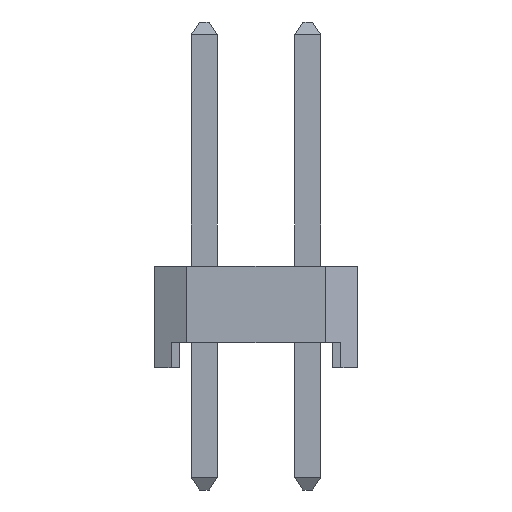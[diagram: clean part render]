
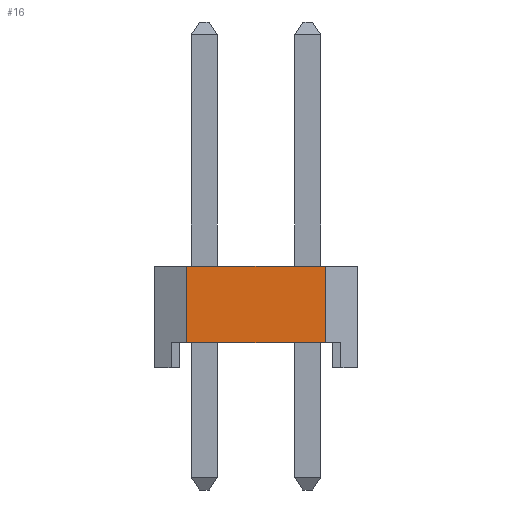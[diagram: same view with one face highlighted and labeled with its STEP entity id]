
A CAD part, left-side view. The second image highlights one B-rep face of the part: STEP entity #16.
In plain terms, the highlighted planar face has unit normal (-1, 0, 0).
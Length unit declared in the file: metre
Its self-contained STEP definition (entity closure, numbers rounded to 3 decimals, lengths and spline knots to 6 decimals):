
#16 = ADVANCED_FACE ( 'NONE', ( #3456 ), #647, .T. ) ;
#235 = VECTOR ( 'NONE', #281, 1. ) ;
#281 = DIRECTION ( 'NONE',  ( 0., 0., -1. ) ) ;
#350 = CARTESIAN_POINT ( 'NONE',  ( -0.002415, 0.0025, 0. ) ) ;
#375 = VERTEX_POINT ( 'NONE', #2586 ) ;
#647 = PLANE ( 'NONE',  #1339 ) ;
#826 = VECTOR ( 'NONE', #3361, 1. ) ;
#988 = LINE ( 'NONE', #1767, #1164 ) ;
#1089 = ORIENTED_EDGE ( 'NONE', *, *, #2120, .F. ) ;
#1103 = EDGE_CURVE ( 'NONE', #3244, #3274, #988, .T. ) ;
#1117 = CARTESIAN_POINT ( 'NONE',  ( -0.002415, 0.001701, 0.0025 ) ) ;
#1164 = VECTOR ( 'NONE', #2354, 1. ) ;
#1201 = ORIENTED_EDGE ( 'NONE', *, *, #1660, .F. ) ;
#1339 = AXIS2_PLACEMENT_3D ( 'NONE', #350, #2915, #1467 ) ;
#1368 = CARTESIAN_POINT ( 'NONE',  ( -0.002415, -0.001701, 0.0025 ) ) ;
#1386 = LINE ( 'NONE', #1117, #826 ) ;
#1392 = CARTESIAN_POINT ( 'NONE',  ( -0.002415, 0.001701, 0.0025 ) ) ;
#1431 = DIRECTION ( 'NONE',  ( 0., -1., 0. ) ) ;
#1441 = EDGE_CURVE ( 'NONE', #2172, #3274, #1386, .T. ) ;
#1467 = DIRECTION ( 'NONE',  ( 0., 0., 1. ) ) ;
#1639 = VECTOR ( 'NONE', #1431, 1. ) ;
#1660 = EDGE_CURVE ( 'NONE', #2172, #375, #2005, .T. ) ;
#1767 = CARTESIAN_POINT ( 'NONE',  ( -0.002415, -0.001701, 0.00062 ) ) ;
#2005 = LINE ( 'NONE', #1392, #1639 ) ;
#2120 = EDGE_CURVE ( 'NONE', #375, #3244, #3394, .T. ) ;
#2152 = ORIENTED_EDGE ( 'NONE', *, *, #1103, .F. ) ;
#2172 = VERTEX_POINT ( 'NONE', #2765 ) ;
#2275 = CARTESIAN_POINT ( 'NONE',  ( -0.002415, 0.001701, 0.00062 ) ) ;
#2354 = DIRECTION ( 'NONE',  ( 0., 1., 0. ) ) ;
#2548 = EDGE_LOOP ( 'NONE', ( #2152, #1089, #1201, #3058 ) ) ;
#2586 = CARTESIAN_POINT ( 'NONE',  ( -0.002415, -0.001701, 0.0025 ) ) ;
#2765 = CARTESIAN_POINT ( 'NONE',  ( -0.002415, 0.001701, 0.0025 ) ) ;
#2915 = DIRECTION ( 'NONE',  ( -1., 0., 0. ) ) ;
#3058 = ORIENTED_EDGE ( 'NONE', *, *, #1441, .T. ) ;
#3244 = VERTEX_POINT ( 'NONE', #3530 ) ;
#3274 = VERTEX_POINT ( 'NONE', #2275 ) ;
#3361 = DIRECTION ( 'NONE',  ( 0., 0., -1. ) ) ;
#3394 = LINE ( 'NONE', #1368, #235 ) ;
#3456 = FACE_OUTER_BOUND ( 'NONE', #2548, .T. ) ;
#3530 = CARTESIAN_POINT ( 'NONE',  ( -0.002415, -0.001701, 0.00062 ) ) ;
